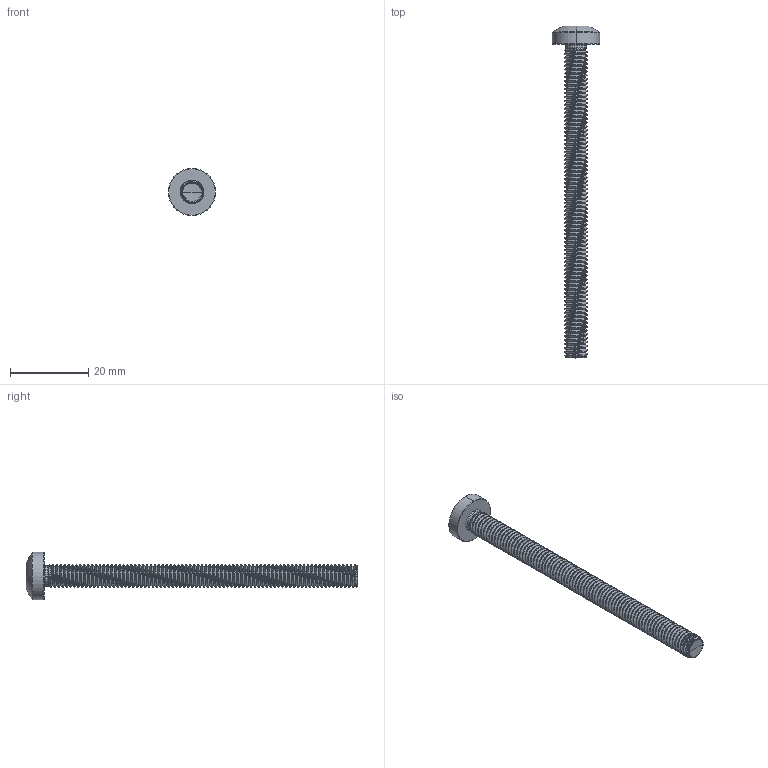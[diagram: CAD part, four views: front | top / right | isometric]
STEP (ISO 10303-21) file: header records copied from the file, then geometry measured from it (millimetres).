
FILE_DESCRIPTION (( 'STEP AP203' ), '1' );
FILE_NAME ('STM390600800.STEP', '2020-12-23T18:12:07', ( '' ), ( '' ), 'SwSTEP 2.0', 'SolidWorks 2015', '' );
FILE_SCHEMA (( 'CONFIG_CONTROL_DESIGN' ));
Length unit declared in the file: millimetre
Products named in the file (2): STM390600800
Bounding box: 12 x 84.6 x 12 mm (x, y, z)
Volume: 2220 mm3; surface area: 2648 mm2
Topology: 1 solids, 1 shells, 230 faces, 648 edges, 420 vertices
Faces by surface type: cylinder 179, bspline 18, torus 13, cone 13, sphere 4, plane 3
Entity records: 48668 total; most frequent: CARTESIAN_POINT 43738, ORIENTED_EDGE 1284, DIRECTION 738, EDGE_CURVE 642, VERTEX_POINT 418, AXIS2_PLACEMENT_3D 275, EDGE_LOOP 230, FACE_OUTER_BOUND 228
